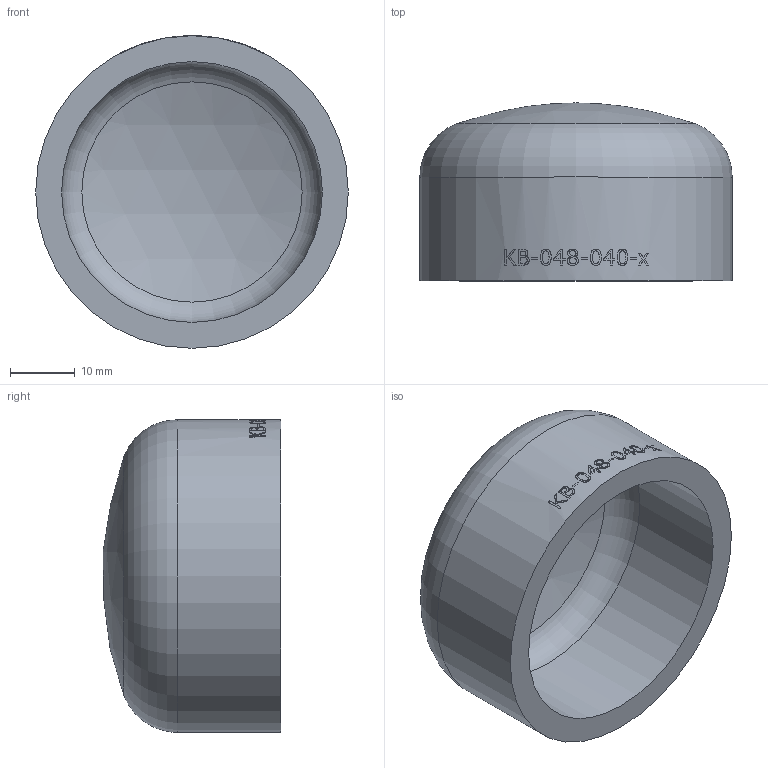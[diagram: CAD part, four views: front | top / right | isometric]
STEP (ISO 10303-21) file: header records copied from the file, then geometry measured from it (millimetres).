
FILE_DESCRIPTION (( 'STEP AP214' ), '1' );
FILE_NAME ('KB-048-040-x Klöpperboden 2001.STEP', '2020-01-21T08:47:54', ( '' ), ( '' ), 'SwSTEP 2.0', 'SolidWorks 2016', '' );
FILE_SCHEMA (( 'AUTOMOTIVE_DESIGN' ));
Length unit declared in the file: millimetre
Products named in the file (1): KB-048-040-x Klöpperboden 2001
Bounding box: 48.3 x 27.48 x 48.3 mm (x, y, z)
Volume: 17299 mm3; surface area: 9244.8 mm2
Topology: 1 solids, 1 shells, 172 faces, 442 edges, 294 vertices
Faces by surface type: bspline 85, plane 60, cylinder 23, torus 2, sphere 2
Full cylindrical faces by diameter (mm): 40.3 x1, 48.3 x1
Entity records: 16133 total; most frequent: CARTESIAN_POINT 10927, ORIENTED_EDGE 876, EDGE_CURVE 438, DIRECTION 412, VERTEX_POINT 294, B_SPLINE_CURVE_WITH_KNOTS 272, EDGE_LOOP 198, FACE_OUTER_BOUND 176
